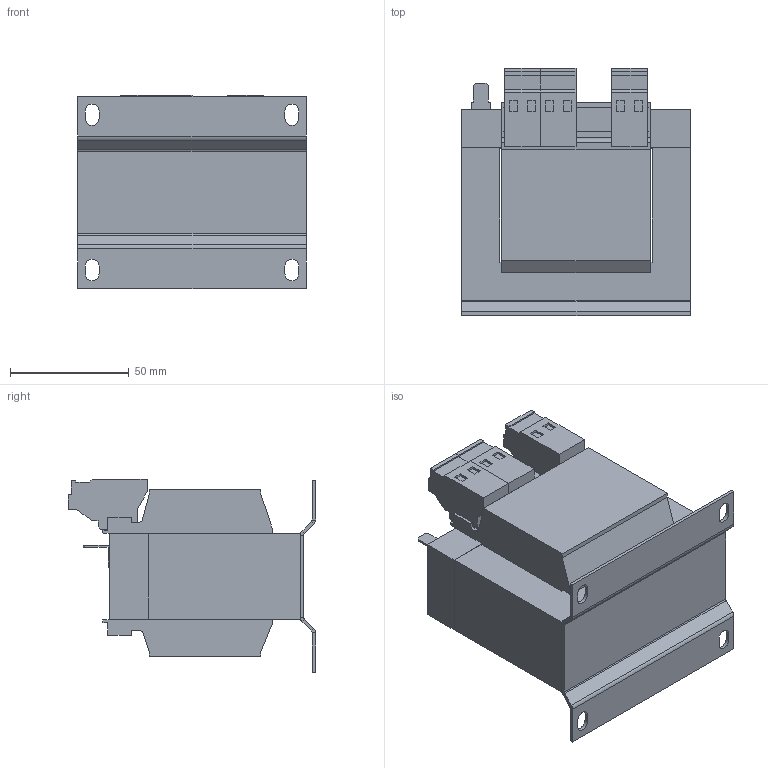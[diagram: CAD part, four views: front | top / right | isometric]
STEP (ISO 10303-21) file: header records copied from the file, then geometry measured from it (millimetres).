
FILE_DESCRIPTION (( 'STEP AP214' ), '1' );
FILE_NAME ('325652.STEP', '2020-12-21T13:22:19', ( '' ), ( '' ), 'SwSTEP 2.0', 'SolidWorks 2018', '' );
FILE_SCHEMA (( 'AUTOMOTIVE_DESIGN' ));
Length unit declared in the file: millimetre
Products named in the file (1): 325652
Bounding box: 96 x 104 x 81.3 mm (x, y, z)
Volume: 427746 mm3; surface area: 64370.3 mm2
Topology: 1 solids, 1 shells, 244 faces, 635 edges, 402 vertices
Faces by surface type: plane 214, cylinder 30
Entity records: 7345 total; most frequent: CARTESIAN_POINT 1282, ORIENTED_EDGE 1270, DIRECTION 1185, EDGE_CURVE 635, VECTOR 575, LINE 575, VERTEX_POINT 402, AXIS2_PLACEMENT_3D 305
